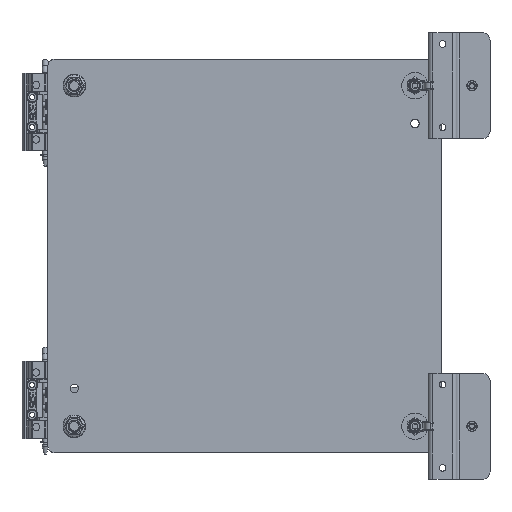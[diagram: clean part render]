
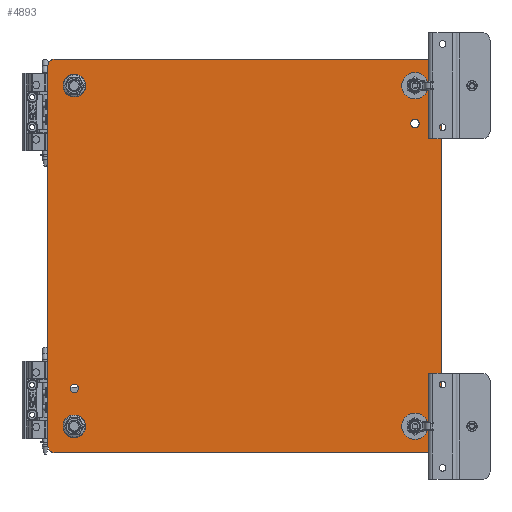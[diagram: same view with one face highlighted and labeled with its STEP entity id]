
A CAD part, top view. The second image highlights one B-rep face of the part: STEP entity #4893.
In plain terms, the highlighted planar face has unit normal (0, 0, 1).
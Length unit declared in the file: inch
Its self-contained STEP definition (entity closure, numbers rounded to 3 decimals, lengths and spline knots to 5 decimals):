
#38 = DIRECTION ( 'NONE',  ( 0., 0., -1. ) ) ;
#357 = ORIENTED_EDGE ( 'NONE', *, *, #9075, .T. ) ;
#671 = VECTOR ( 'NONE', #31845, 39.37008 ) ;
#1112 = EDGE_CURVE ( 'NONE', #29915, #30924, #28718, .T. ) ;
#1179 = DIRECTION ( 'NONE',  ( 0., 0., -1. ) ) ;
#1406 = FACE_BOUND ( 'NONE', #20531, .T. ) ;
#2638 = ORIENTED_EDGE ( 'NONE', *, *, #4987, .F. ) ;
#3697 = DIRECTION ( 'NONE',  ( -1., 0., 0. ) ) ;
#4238 = CARTESIAN_POINT ( 'NONE',  ( 5.76563, 4.375, 0. ) ) ;
#4893 = ADVANCED_FACE ( 'NONE', ( #11299, #58533, #30531, #35160, #1406, #11601, #15935 ), #6956, .T. ) ;
#4987 = EDGE_CURVE ( 'NONE', #25961, #12881, #23050, .T. ) ;
#5898 = CIRCLE ( 'NONE', #12777, 0.25 ) ;
#5908 = CARTESIAN_POINT ( 'NONE',  ( -5.375, -5.625, 0. ) ) ;
#6144 = ORIENTED_EDGE ( 'NONE', *, *, #39598, .T. ) ;
#6526 = CARTESIAN_POINT ( 'NONE',  ( 5.875, 5.625, 0. ) ) ;
#6956 = PLANE ( 'NONE',  #14582 ) ;
#7066 = EDGE_LOOP ( 'NONE', ( #35680, #49564, #47931, #48302, #49422, #21578, #2638, #42077 ) ) ;
#8002 = CIRCLE ( 'NONE', #25812, 0.25 ) ;
#9075 = EDGE_CURVE ( 'NONE', #39618, #39618, #55974, .T. ) ;
#9692 = CIRCLE ( 'NONE', #57325, 0.14063 ) ;
#10045 = DIRECTION ( 'NONE',  ( 1., 0., 0. ) ) ;
#10177 = EDGE_LOOP ( 'NONE', ( #46208 ) ) ;
#10324 = AXIS2_PLACEMENT_3D ( 'NONE', #58543, #48906, #43279 ) ;
#11299 = FACE_BOUND ( 'NONE', #10177, .T. ) ;
#11601 = FACE_BOUND ( 'NONE', #44993, .T. ) ;
#11876 = CARTESIAN_POINT ( 'NONE',  ( 5.625, -5.625, 0. ) ) ;
#11903 = DIRECTION ( 'NONE',  ( 0., 0., 1. ) ) ;
#12170 = DIRECTION ( 'NONE',  ( 1., 0., 0. ) ) ;
#12722 = ORIENTED_EDGE ( 'NONE', *, *, #19038, .T. ) ;
#12777 = AXIS2_PLACEMENT_3D ( 'NONE', #31718, #60026, #60333 ) ;
#12881 = VERTEX_POINT ( 'NONE', #14678 ) ;
#13347 = EDGE_CURVE ( 'NONE', #24962, #22182, #45845, .T. ) ;
#14247 = CARTESIAN_POINT ( 'NONE',  ( -5.48438, -4.375, 0. ) ) ;
#14272 = CARTESIAN_POINT ( 'NONE',  ( -6.25, -6.25, 0. ) ) ;
#14331 = DIRECTION ( 'NONE',  ( 1., 0., 0. ) ) ;
#14582 = AXIS2_PLACEMENT_3D ( 'NONE', #25871, #11903, #26173 ) ;
#14678 = CARTESIAN_POINT ( 'NONE',  ( 6.25, 6.5, 0. ) ) ;
#14796 = DIRECTION ( 'NONE',  ( 1., 0., 0. ) ) ;
#15935 = FACE_OUTER_BOUND ( 'NONE', #7066, .T. ) ;
#16058 = VECTOR ( 'NONE', #16362, 39.37008 ) ;
#16355 = DIRECTION ( 'NONE',  ( 1., 0., 0. ) ) ;
#16362 = DIRECTION ( 'NONE',  ( 0., 1., 0. ) ) ;
#16845 = CARTESIAN_POINT ( 'NONE',  ( -6.25, 6.5, 0. ) ) ;
#17070 = EDGE_CURVE ( 'NONE', #23430, #23430, #30598, .T. ) ;
#17139 = CARTESIAN_POINT ( 'NONE',  ( 0., 6.5, 0. ) ) ;
#17780 = DIRECTION ( 'NONE',  ( 1., 0., 0. ) ) ;
#19038 = EDGE_CURVE ( 'NONE', #25889, #25889, #8002, .T. ) ;
#19940 = CIRCLE ( 'NONE', #33791, 0.25 ) ;
#20531 = EDGE_LOOP ( 'NONE', ( #20914 ) ) ;
#20914 = ORIENTED_EDGE ( 'NONE', *, *, #17070, .T. ) ;
#21578 = ORIENTED_EDGE ( 'NONE', *, *, #30614, .F. ) ;
#21808 = EDGE_LOOP ( 'NONE', ( #45349 ) ) ;
#22182 = VERTEX_POINT ( 'NONE', #39186 ) ;
#22358 = EDGE_LOOP ( 'NONE', ( #357 ) ) ;
#23050 = LINE ( 'NONE', #17139, #37347 ) ;
#23095 = CARTESIAN_POINT ( 'NONE',  ( 6.25, -6.5, 0. ) ) ;
#23430 = VERTEX_POINT ( 'NONE', #43290 ) ;
#24240 = CARTESIAN_POINT ( 'NONE',  ( -5.625, -5.625, 0. ) ) ;
#24962 = VERTEX_POINT ( 'NONE', #54479 ) ;
#25411 = CIRCLE ( 'NONE', #38292, 0.25 ) ;
#25812 = AXIS2_PLACEMENT_3D ( 'NONE', #11876, #35137, #12170 ) ;
#25871 = CARTESIAN_POINT ( 'NONE',  ( 0., 0., 0. ) ) ;
#25889 = VERTEX_POINT ( 'NONE', #30853 ) ;
#25961 = VERTEX_POINT ( 'NONE', #16845 ) ;
#26173 = DIRECTION ( 'NONE',  ( 1., 0., 0. ) ) ;
#26745 = EDGE_LOOP ( 'NONE', ( #6144 ) ) ;
#27900 = VERTEX_POINT ( 'NONE', #14247 ) ;
#28019 = CARTESIAN_POINT ( 'NONE',  ( 5.625, 4.375, 0. ) ) ;
#28595 = CARTESIAN_POINT ( 'NONE',  ( -6.25, -6.5, 0. ) ) ;
#28718 = CIRCLE ( 'NONE', #55556, 0.25 ) ;
#29915 = VERTEX_POINT ( 'NONE', #28595 ) ;
#30101 = VERTEX_POINT ( 'NONE', #6526 ) ;
#30531 = FACE_BOUND ( 'NONE', #22358, .T. ) ;
#30598 = CIRCLE ( 'NONE', #39494, 0.25 ) ;
#30614 = EDGE_CURVE ( 'NONE', #12881, #24962, #19940, .T. ) ;
#30853 = CARTESIAN_POINT ( 'NONE',  ( 5.875, -5.625, 0. ) ) ;
#30924 = VERTEX_POINT ( 'NONE', #36619 ) ;
#31718 = CARTESIAN_POINT ( 'NONE',  ( -6.25, 6.25, 0. ) ) ;
#31749 = DIRECTION ( 'NONE',  ( 0., 0., -1. ) ) ;
#31845 = DIRECTION ( 'NONE',  ( 0., -1., 0. ) ) ;
#32048 = DIRECTION ( 'NONE',  ( 1., 0., 0. ) ) ;
#33207 = CARTESIAN_POINT ( 'NONE',  ( -5.625, -4.375, 0. ) ) ;
#33623 = EDGE_CURVE ( 'NONE', #52798, #52798, #44908, .T. ) ;
#33791 = AXIS2_PLACEMENT_3D ( 'NONE', #44284, #1179, #14796 ) ;
#34834 = VECTOR ( 'NONE', #3697, 39.37008 ) ;
#35137 = DIRECTION ( 'NONE',  ( 0., 0., -1. ) ) ;
#35160 = FACE_BOUND ( 'NONE', #21808, .T. ) ;
#35220 = EDGE_CURVE ( 'NONE', #22182, #38230, #42051, .T. ) ;
#35680 = ORIENTED_EDGE ( 'NONE', *, *, #47856, .F. ) ;
#36619 = CARTESIAN_POINT ( 'NONE',  ( -6.5, -6.25, 0. ) ) ;
#37347 = VECTOR ( 'NONE', #32048, 39.37008 ) ;
#38230 = VERTEX_POINT ( 'NONE', #23095 ) ;
#38292 = AXIS2_PLACEMENT_3D ( 'NONE', #51984, #52595, #10045 ) ;
#38308 = EDGE_CURVE ( 'NONE', #30101, #30101, #25411, .T. ) ;
#39186 = CARTESIAN_POINT ( 'NONE',  ( 6.5, -6.25, 0. ) ) ;
#39494 = AXIS2_PLACEMENT_3D ( 'NONE', #53997, #55217, #16355 ) ;
#39598 = EDGE_CURVE ( 'NONE', #27900, #27900, #9692, .T. ) ;
#39618 = VERTEX_POINT ( 'NONE', #4238 ) ;
#41215 = LINE ( 'NONE', #46195, #34834 ) ;
#42051 = CIRCLE ( 'NONE', #10324, 0.25 ) ;
#42077 = ORIENTED_EDGE ( 'NONE', *, *, #50709, .F. ) ;
#42829 = VERTEX_POINT ( 'NONE', #55935 ) ;
#43279 = DIRECTION ( 'NONE',  ( 1., 0., 0. ) ) ;
#43290 = CARTESIAN_POINT ( 'NONE',  ( -5.375, 5.625, 0. ) ) ;
#44284 = CARTESIAN_POINT ( 'NONE',  ( 6.25, 6.25, 0. ) ) ;
#44908 = CIRCLE ( 'NONE', #52866, 0.25 ) ;
#44993 = EDGE_LOOP ( 'NONE', ( #12722 ) ) ;
#45349 = ORIENTED_EDGE ( 'NONE', *, *, #38308, .T. ) ;
#45772 = DIRECTION ( 'NONE',  ( 0., 0., -1. ) ) ;
#45845 = LINE ( 'NONE', #55505, #671 ) ;
#46195 = CARTESIAN_POINT ( 'NONE',  ( 0., -6.5, 0. ) ) ;
#46208 = ORIENTED_EDGE ( 'NONE', *, *, #33623, .T. ) ;
#47467 = EDGE_CURVE ( 'NONE', #38230, #29915, #41215, .T. ) ;
#47856 = EDGE_CURVE ( 'NONE', #30924, #42829, #59883, .T. ) ;
#47931 = ORIENTED_EDGE ( 'NONE', *, *, #47467, .F. ) ;
#48174 = DIRECTION ( 'NONE',  ( 0., 0., -1. ) ) ;
#48302 = ORIENTED_EDGE ( 'NONE', *, *, #35220, .F. ) ;
#48906 = DIRECTION ( 'NONE',  ( 0., 0., -1. ) ) ;
#49004 = AXIS2_PLACEMENT_3D ( 'NONE', #28019, #31749, #60991 ) ;
#49422 = ORIENTED_EDGE ( 'NONE', *, *, #13347, .F. ) ;
#49564 = ORIENTED_EDGE ( 'NONE', *, *, #1112, .F. ) ;
#50709 = EDGE_CURVE ( 'NONE', #42829, #25961, #5898, .T. ) ;
#51984 = CARTESIAN_POINT ( 'NONE',  ( 5.625, 5.625, 0. ) ) ;
#52595 = DIRECTION ( 'NONE',  ( 0., 0., -1. ) ) ;
#52798 = VERTEX_POINT ( 'NONE', #5908 ) ;
#52866 = AXIS2_PLACEMENT_3D ( 'NONE', #24240, #48174, #14331 ) ;
#53997 = CARTESIAN_POINT ( 'NONE',  ( -5.625, 5.625, 0. ) ) ;
#54479 = CARTESIAN_POINT ( 'NONE',  ( 6.5, 6.25, 0. ) ) ;
#54927 = CARTESIAN_POINT ( 'NONE',  ( -6.5, 0., 0. ) ) ;
#55217 = DIRECTION ( 'NONE',  ( 0., 0., -1. ) ) ;
#55505 = CARTESIAN_POINT ( 'NONE',  ( 6.5, 0., 0. ) ) ;
#55556 = AXIS2_PLACEMENT_3D ( 'NONE', #14272, #38, #57462 ) ;
#55935 = CARTESIAN_POINT ( 'NONE',  ( -6.5, 6.25, 0. ) ) ;
#55974 = CIRCLE ( 'NONE', #49004, 0.14063 ) ;
#57325 = AXIS2_PLACEMENT_3D ( 'NONE', #33207, #45772, #17780 ) ;
#57462 = DIRECTION ( 'NONE',  ( 1., 0., 0. ) ) ;
#58533 = FACE_BOUND ( 'NONE', #26745, .T. ) ;
#58543 = CARTESIAN_POINT ( 'NONE',  ( 6.25, -6.25, 0. ) ) ;
#59883 = LINE ( 'NONE', #54927, #16058 ) ;
#60026 = DIRECTION ( 'NONE',  ( 0., 0., -1. ) ) ;
#60333 = DIRECTION ( 'NONE',  ( 1., 0., 0. ) ) ;
#60991 = DIRECTION ( 'NONE',  ( 1., 0., 0. ) ) ;
